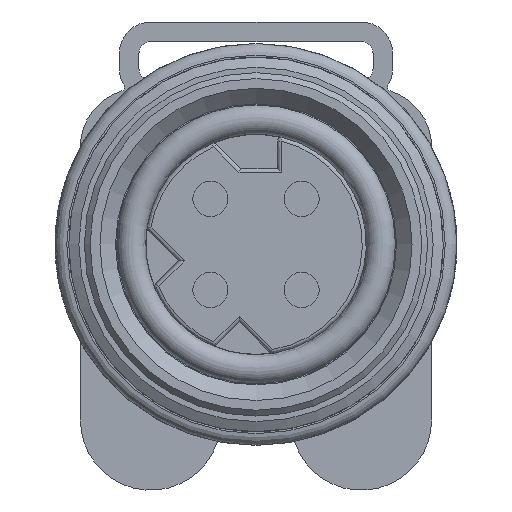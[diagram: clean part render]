
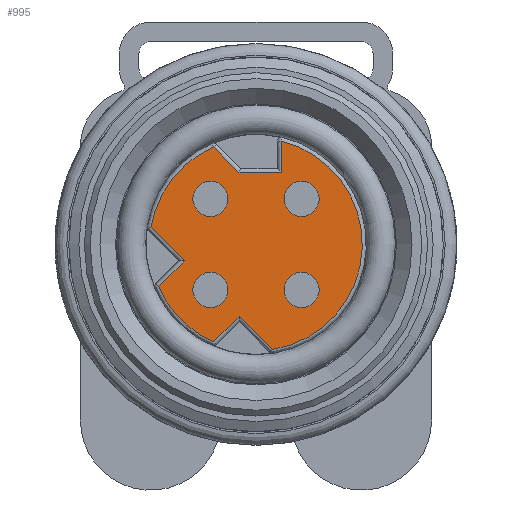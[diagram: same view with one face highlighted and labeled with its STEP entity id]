
A CAD part, front view. The second image highlights one B-rep face of the part: STEP entity #995.
In plain terms, the highlighted planar face has unit normal (0, -1, 0).
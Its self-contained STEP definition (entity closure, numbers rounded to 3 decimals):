
#722=PLANE('',#6324);
#995=ADVANCED_FACE('',(#1363,#1364,#1365,#1366,#1367),#722,.F.);
#1363=FACE_BOUND('',#1701,.T.);
#1364=FACE_BOUND('',#1702,.T.);
#1365=FACE_BOUND('',#1703,.T.);
#1366=FACE_BOUND('',#1704,.T.);
#1367=FACE_BOUND('',#1705,.T.);
#1701=EDGE_LOOP('',(#3326,#3327,#3328,#3329,#3330,#3331,#3332,#3333,#3334,
#3335));
#1702=EDGE_LOOP('',(#3336));
#1703=EDGE_LOOP('',(#3337));
#1704=EDGE_LOOP('',(#3338));
#1705=EDGE_LOOP('',(#3339));
#2106=CIRCLE('',#6272,0.45);
#2107=CIRCLE('',#6274,0.45);
#2108=CIRCLE('',#6276,0.45);
#2109=CIRCLE('',#6278,0.45);
#2130=CIRCLE('',#6321,2.725);
#2131=CIRCLE('',#6322,2.725);
#2132=CIRCLE('',#6323,2.725);
#3326=ORIENTED_EDGE('',*,*,#5014,.T.);
#3327=ORIENTED_EDGE('',*,*,#4981,.T.);
#3328=ORIENTED_EDGE('',*,*,#4978,.T.);
#3329=ORIENTED_EDGE('',*,*,#5015,.T.);
#3330=ORIENTED_EDGE('',*,*,#4990,.T.);
#3331=ORIENTED_EDGE('',*,*,#4987,.T.);
#3332=ORIENTED_EDGE('',*,*,#5016,.T.);
#3333=ORIENTED_EDGE('',*,*,#4976,.T.);
#3334=ORIENTED_EDGE('',*,*,#4973,.T.);
#3335=ORIENTED_EDGE('',*,*,#4971,.T.);
#3336=ORIENTED_EDGE('',*,*,#4967,.T.);
#3337=ORIENTED_EDGE('',*,*,#4966,.F.);
#3338=ORIENTED_EDGE('',*,*,#4965,.F.);
#3339=ORIENTED_EDGE('',*,*,#4964,.F.);
#4268=VERTEX_POINT('',#10589);
#4269=VERTEX_POINT('',#10592);
#4270=VERTEX_POINT('',#10595);
#4271=VERTEX_POINT('',#10598);
#4272=VERTEX_POINT('',#10601);
#4274=VERTEX_POINT('',#10605);
#4275=VERTEX_POINT('',#10609);
#4276=VERTEX_POINT('',#10613);
#4279=VERTEX_POINT('',#10620);
#4280=VERTEX_POINT('',#10622);
#4282=VERTEX_POINT('',#10628);
#4284=VERTEX_POINT('',#10634);
#4287=VERTEX_POINT('',#10639);
#4289=VERTEX_POINT('',#10644);
#4964=EDGE_CURVE('',#4268,#4268,#2106,.T.);
#4965=EDGE_CURVE('',#4269,#4269,#2107,.T.);
#4966=EDGE_CURVE('',#4270,#4270,#2108,.T.);
#4967=EDGE_CURVE('',#4271,#4271,#2109,.T.);
#4971=EDGE_CURVE('',#4272,#4274,#5487,.T.);
#4973=EDGE_CURVE('',#4275,#4272,#5488,.T.);
#4976=EDGE_CURVE('',#4276,#4275,#5490,.T.);
#4978=EDGE_CURVE('',#4280,#4279,#5491,.T.);
#4981=EDGE_CURVE('',#4282,#4280,#5493,.T.);
#4987=EDGE_CURVE('',#4284,#4287,#5496,.T.);
#4990=EDGE_CURVE('',#4289,#4284,#5498,.T.);
#5014=EDGE_CURVE('',#4274,#4282,#2130,.T.);
#5015=EDGE_CURVE('',#4279,#4289,#2131,.T.);
#5016=EDGE_CURVE('',#4287,#4276,#2132,.T.);
#5487=LINE('',#10606,#5754);
#5488=LINE('',#10610,#5755);
#5490=LINE('',#10616,#5757);
#5491=LINE('',#10621,#5758);
#5493=LINE('',#10627,#5760);
#5496=LINE('',#10640,#5763);
#5498=LINE('',#10646,#5765);
#5754=VECTOR('',#7655,1.);
#5755=VECTOR('',#7660,1.);
#5757=VECTOR('',#7666,1.);
#5758=VECTOR('',#7671,1.);
#5760=VECTOR('',#7677,1.);
#5763=VECTOR('',#7688,1.);
#5765=VECTOR('',#7694,1.);
#6272=AXIS2_PLACEMENT_3D('',#10588,#7634,#7635);
#6274=AXIS2_PLACEMENT_3D('',#10591,#7638,#7639);
#6276=AXIS2_PLACEMENT_3D('',#10594,#7642,#7643);
#6278=AXIS2_PLACEMENT_3D('',#10597,#7646,#7647);
#6321=AXIS2_PLACEMENT_3D('',#10694,#7754,#7755);
#6322=AXIS2_PLACEMENT_3D('',#10695,#7756,#7757);
#6323=AXIS2_PLACEMENT_3D('',#10696,#7758,#7759);
#6324=AXIS2_PLACEMENT_3D('',#10697,#7760,#7761);
#7634=DIRECTION('',(0.,-1.,0.));
#7635=DIRECTION('',(-0.707,0.,-0.707));
#7638=DIRECTION('',(0.,-1.,0.));
#7639=DIRECTION('',(-0.707,0.,-0.707));
#7642=DIRECTION('',(0.,-1.,0.));
#7643=DIRECTION('',(-0.707,0.,-0.707));
#7646=DIRECTION('',(0.,1.,0.));
#7647=DIRECTION('',(-0.707,0.,-0.707));
#7655=DIRECTION('',(-0.707,0.,0.707));
#7660=DIRECTION('',(-1.,0.,0.));
#7666=DIRECTION('',(0.,0.,-1.));
#7671=DIRECTION('',(-0.707,0.,-0.707));
#7677=DIRECTION('',(0.707,0.,-0.707));
#7688=DIRECTION('',(0.707,0.,-0.707));
#7694=DIRECTION('',(0.707,0.,0.707));
#7754=DIRECTION('',(0.,-1.,0.));
#7755=DIRECTION('',(1.,0.,0.));
#7756=DIRECTION('',(0.,-1.,0.));
#7757=DIRECTION('',(1.,0.,0.));
#7758=DIRECTION('',(0.,-1.,0.));
#7759=DIRECTION('',(1.,0.,0.));
#7760=DIRECTION('',(0.,1.,0.));
#7761=DIRECTION('',(-1.,0.,0.));
#10588=CARTESIAN_POINT('',(104.508,-12.975,-1.167));
#10589=CARTESIAN_POINT('',(104.19,-12.975,-1.485));
#10591=CARTESIAN_POINT('',(106.842,-12.975,1.167));
#10592=CARTESIAN_POINT('',(106.524,-12.975,0.849));
#10594=CARTESIAN_POINT('',(106.842,-12.975,-1.167));
#10595=CARTESIAN_POINT('',(106.524,-12.975,-1.485));
#10597=CARTESIAN_POINT('',(104.508,-12.975,1.167));
#10598=CARTESIAN_POINT('',(104.19,-12.975,0.849));
#10601=CARTESIAN_POINT('',(105.239,-12.975,1.85));
#10605=CARTESIAN_POINT('',(104.59,-12.975,2.5));
#10606=CARTESIAN_POINT('',(104.542,-12.975,2.547));
#10609=CARTESIAN_POINT('',(106.325,-12.975,1.85));
#10610=CARTESIAN_POINT('',(105.281,-12.975,1.85));
#10613=CARTESIAN_POINT('',(106.325,-12.975,2.646));
#10616=CARTESIAN_POINT('',(106.325,-12.975,1.95));
#10620=CARTESIAN_POINT('',(103.176,-12.975,-1.085));
#10621=CARTESIAN_POINT('',(103.128,-12.975,-1.133));
#10622=CARTESIAN_POINT('',(103.837,-12.975,-0.424));
#10627=CARTESIAN_POINT('',(103.766,-12.975,-0.354));
#10628=CARTESIAN_POINT('',(102.984,-12.975,0.428));
#10634=CARTESIAN_POINT('',(105.251,-12.975,-1.838));
#10639=CARTESIAN_POINT('',(106.103,-12.975,-2.691));
#10640=CARTESIAN_POINT('',(104.544,-12.975,-1.131));
#10644=CARTESIAN_POINT('',(104.59,-12.975,-2.5));
#10646=CARTESIAN_POINT('',(106.382,-12.975,-0.707));
#10694=CARTESIAN_POINT('',(105.675,-12.975,0.));
#10695=CARTESIAN_POINT('',(105.675,-12.975,0.));
#10696=CARTESIAN_POINT('',(105.675,-12.975,0.));
#10697=CARTESIAN_POINT('',(105.675,-12.975,0.));
